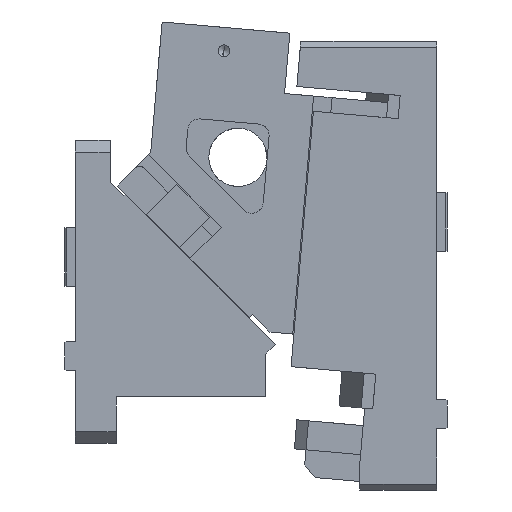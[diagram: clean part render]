
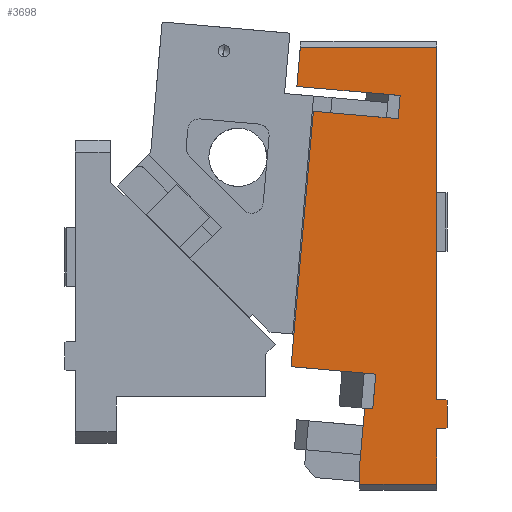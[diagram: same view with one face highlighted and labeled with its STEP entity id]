
A CAD part, left-side view. The second image highlights one B-rep face of the part: STEP entity #3698.
In plain terms, the highlighted planar face has unit normal (-1, 0, 0).
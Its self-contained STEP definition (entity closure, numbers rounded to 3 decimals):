
#386=CARTESIAN_POINT('Vertex',(-55.,-149.492,-58.251)) ;
#389=CARTESIAN_POINT('Line Origine',(-55.,-105.161,-54.372)) ;
#393=CARTESIAN_POINT('Vertex',(-55.,-60.831,-50.494)) ;
#514=CARTESIAN_POINT('Vertex',(-55.,-114.774,-374.768)) ;
#517=CARTESIAN_POINT('Line Origine',(-55.,-116.88,-350.691)) ;
#521=CARTESIAN_POINT('Vertex',(-55.,-118.987,-326.613)) ;
#660=CARTESIAN_POINT('Vertex',(-55.,-114.774,-391.801)) ;
#663=CARTESIAN_POINT('Line Origine',(-55.,-114.774,-383.285)) ;
#840=CARTESIAN_POINT('Vertex',(-55.,-180.774,-391.801)) ;
#875=CARTESIAN_POINT('Vertex',(-55.,-180.774,-344.301)) ;
#878=CARTESIAN_POINT('Line Origine',(-55.,-180.774,-368.051)) ;
#1092=CARTESIAN_POINT('Vertex',(-55.,-180.774,-16.801)) ;
#1095=CARTESIAN_POINT('Line Origine',(-55.,-180.774,-168.051)) ;
#1099=CARTESIAN_POINT('Vertex',(-55.,-180.774,-319.301)) ;
#1492=CARTESIAN_POINT('Line Origine',(-55.,-62.305,-33.648)) ;
#1496=CARTESIAN_POINT('Vertex',(-55.,-63.778,-16.801)) ;
#1757=CARTESIAN_POINT('Line Origine',(-55.,-148.62,-68.213)) ;
#1761=CARTESIAN_POINT('Vertex',(-55.,-147.749,-78.175)) ;
#1775=CARTESIAN_POINT('Vertex',(-55.,-125.96,-327.223)) ;
#1778=CARTESIAN_POINT('Line Origine',(-55.,-127.267,-312.28)) ;
#1782=CARTESIAN_POINT('Vertex',(-55.,-128.575,-297.337)) ;
#1917=CARTESIAN_POINT('Line Origine',(-55.,-122.473,-326.918)) ;
#2272=CARTESIAN_POINT('Line Origine',(-55.,-147.774,-391.801)) ;
#2582=CARTESIAN_POINT('Line Origine',(-55.,-122.276,-16.801)) ;
#3115=CARTESIAN_POINT('Vertex',(-55.,-75.027,-71.812)) ;
#3118=CARTESIAN_POINT('Line Origine',(-55.,-111.388,-74.993)) ;
#3132=CARTESIAN_POINT('Line Origine',(-55.,-65.44,-181.394)) ;
#3136=CARTESIAN_POINT('Vertex',(-55.,-55.852,-290.975)) ;
#3158=CARTESIAN_POINT('Line Origine',(-55.,-92.213,-294.156)) ;
#3539=CARTESIAN_POINT('Line Origine',(-55.,-184.774,-319.301)) ;
#3543=CARTESIAN_POINT('Vertex',(-55.,-188.774,-319.301)) ;
#3569=CARTESIAN_POINT('Vertex',(-55.,-189.774,-320.301)) ;
#3577=CARTESIAN_POINT('Line Origine',(-55.,-189.274,-319.801)) ;
#3589=CARTESIAN_POINT('Line Origine',(-55.,-184.774,-344.301)) ;
#3593=CARTESIAN_POINT('Vertex',(-55.,-188.774,-344.301)) ;
#3627=CARTESIAN_POINT('Line Origine',(-55.,-189.774,-331.801)) ;
#3631=CARTESIAN_POINT('Vertex',(-55.,-189.774,-343.301)) ;
#3667=CARTESIAN_POINT('Axis2P3D Location',(-55.,-125.649,-342.253)) ;
#3672=CARTESIAN_POINT('Line Origine',(-55.,-189.274,-343.801)) ;
#390=DIRECTION('Vector Direction',(0.,-0.996,-0.087)) ;
#518=DIRECTION('Vector Direction',(0.,-0.087,0.996)) ;
#664=DIRECTION('Vector Direction',(0.,0.,-1.)) ;
#879=DIRECTION('Vector Direction',(0.,0.,-1.)) ;
#1096=DIRECTION('Vector Direction',(0.,0.,-1.)) ;
#1493=DIRECTION('Vector Direction',(0.,-0.087,0.996)) ;
#1758=DIRECTION('Vector Direction',(0.,-0.087,0.996)) ;
#1779=DIRECTION('Vector Direction',(0.,-0.087,0.996)) ;
#1918=DIRECTION('Vector Direction',(0.,-0.996,-0.087)) ;
#2273=DIRECTION('Vector Direction',(0.,-1.,0.)) ;
#2583=DIRECTION('Vector Direction',(0.,1.,0.)) ;
#3119=DIRECTION('Vector Direction',(0.,0.996,0.087)) ;
#3133=DIRECTION('Vector Direction',(0.,0.087,-0.996)) ;
#3159=DIRECTION('Vector Direction',(0.,0.996,0.087)) ;
#3540=DIRECTION('Vector Direction',(0.,-1.,0.)) ;
#3578=DIRECTION('Vector Direction',(0.,-0.707,-0.707)) ;
#3590=DIRECTION('Vector Direction',(0.,-1.,0.)) ;
#3628=DIRECTION('Vector Direction',(0.,0.,1.)) ;
#3668=DIRECTION('Axis2P3D Direction',(-1.,0.,0.)) ;
#3669=DIRECTION('Axis2P3D XDirection',(0.,0.,1.)) ;
#3673=DIRECTION('Vector Direction',(0.,0.707,-0.707)) ;
#3670=AXIS2_PLACEMENT_3D('Plane Axis2P3D',#3667,#3668,#3669) ;
#3678=ORIENTED_EDGE('',*,*,#3633,.F.) ;
#3679=ORIENTED_EDGE('',*,*,#3581,.F.) ;
#3680=ORIENTED_EDGE('',*,*,#3545,.F.) ;
#3681=ORIENTED_EDGE('',*,*,#1101,.F.) ;
#3682=ORIENTED_EDGE('',*,*,#2586,.T.) ;
#3683=ORIENTED_EDGE('',*,*,#1498,.F.) ;
#3684=ORIENTED_EDGE('',*,*,#395,.T.) ;
#3685=ORIENTED_EDGE('',*,*,#1763,.F.) ;
#3686=ORIENTED_EDGE('',*,*,#3122,.T.) ;
#3687=ORIENTED_EDGE('',*,*,#3138,.T.) ;
#3688=ORIENTED_EDGE('',*,*,#3162,.F.) ;
#3689=ORIENTED_EDGE('',*,*,#1784,.F.) ;
#3690=ORIENTED_EDGE('',*,*,#1921,.F.) ;
#3691=ORIENTED_EDGE('',*,*,#523,.F.) ;
#3692=ORIENTED_EDGE('',*,*,#667,.T.) ;
#3693=ORIENTED_EDGE('',*,*,#2276,.T.) ;
#3694=ORIENTED_EDGE('',*,*,#882,.F.) ;
#3695=ORIENTED_EDGE('',*,*,#3595,.T.) ;
#3696=ORIENTED_EDGE('',*,*,#3676,.F.) ;
#391=VECTOR('Line Direction',#390,1.) ;
#519=VECTOR('Line Direction',#518,1.) ;
#665=VECTOR('Line Direction',#664,1.) ;
#880=VECTOR('Line Direction',#879,1.) ;
#1097=VECTOR('Line Direction',#1096,1.) ;
#1494=VECTOR('Line Direction',#1493,1.) ;
#1759=VECTOR('Line Direction',#1758,1.) ;
#1780=VECTOR('Line Direction',#1779,1.) ;
#1919=VECTOR('Line Direction',#1918,1.) ;
#2274=VECTOR('Line Direction',#2273,1.) ;
#2584=VECTOR('Line Direction',#2583,1.) ;
#3120=VECTOR('Line Direction',#3119,1.) ;
#3134=VECTOR('Line Direction',#3133,1.) ;
#3160=VECTOR('Line Direction',#3159,1.) ;
#3541=VECTOR('Line Direction',#3540,1.) ;
#3579=VECTOR('Line Direction',#3578,1.) ;
#3591=VECTOR('Line Direction',#3590,1.) ;
#3629=VECTOR('Line Direction',#3628,1.) ;
#3674=VECTOR('Line Direction',#3673,1.) ;
#3698=ADVANCED_FACE('CAM HOLDER',(#3697),#3671,.T.) ;
#395=EDGE_CURVE('',#394,#387,#392,.T.) ;
#523=EDGE_CURVE('',#515,#522,#520,.T.) ;
#667=EDGE_CURVE('',#515,#661,#666,.T.) ;
#882=EDGE_CURVE('',#876,#841,#881,.T.) ;
#1101=EDGE_CURVE('',#1093,#1100,#1098,.T.) ;
#1498=EDGE_CURVE('',#394,#1497,#1495,.T.) ;
#1763=EDGE_CURVE('',#1762,#387,#1760,.T.) ;
#1784=EDGE_CURVE('',#1776,#1783,#1781,.T.) ;
#1921=EDGE_CURVE('',#522,#1776,#1920,.T.) ;
#2276=EDGE_CURVE('',#661,#841,#2275,.T.) ;
#2586=EDGE_CURVE('',#1093,#1497,#2585,.T.) ;
#3122=EDGE_CURVE('',#1762,#3116,#3121,.T.) ;
#3138=EDGE_CURVE('',#3116,#3137,#3135,.T.) ;
#3162=EDGE_CURVE('',#1783,#3137,#3161,.T.) ;
#3545=EDGE_CURVE('',#1100,#3544,#3542,.T.) ;
#3581=EDGE_CURVE('',#3544,#3570,#3580,.T.) ;
#3595=EDGE_CURVE('',#876,#3594,#3592,.T.) ;
#3633=EDGE_CURVE('',#3570,#3632,#3630,.F.) ;
#3676=EDGE_CURVE('',#3632,#3594,#3675,.T.) ;
#3677=EDGE_LOOP('',(#3678,#3679,#3680,#3681,#3682,#3683,#3684,#3685,#3686,#3687,#3688,#3689,#3690,#3691,#3692,#3693,#3694,#3695,#3696)) ;
#3697=FACE_OUTER_BOUND('',#3677,.T.) ;
#392=LINE('Line',#389,#391) ;
#520=LINE('Line',#517,#519) ;
#666=LINE('Line',#663,#665) ;
#881=LINE('Line',#878,#880) ;
#1098=LINE('Line',#1095,#1097) ;
#1495=LINE('Line',#1492,#1494) ;
#1760=LINE('Line',#1757,#1759) ;
#1781=LINE('Line',#1778,#1780) ;
#1920=LINE('Line',#1917,#1919) ;
#2275=LINE('Line',#2272,#2274) ;
#2585=LINE('Line',#2582,#2584) ;
#3121=LINE('Line',#3118,#3120) ;
#3135=LINE('Line',#3132,#3134) ;
#3161=LINE('Line',#3158,#3160) ;
#3542=LINE('Line',#3539,#3541) ;
#3580=LINE('Line',#3577,#3579) ;
#3592=LINE('Line',#3589,#3591) ;
#3630=LINE('Line',#3627,#3629) ;
#3675=LINE('Line',#3672,#3674) ;
#3671=PLANE('Plane',#3670) ;
#387=VERTEX_POINT('',#386) ;
#394=VERTEX_POINT('',#393) ;
#515=VERTEX_POINT('',#514) ;
#522=VERTEX_POINT('',#521) ;
#661=VERTEX_POINT('',#660) ;
#841=VERTEX_POINT('',#840) ;
#876=VERTEX_POINT('',#875) ;
#1093=VERTEX_POINT('',#1092) ;
#1100=VERTEX_POINT('',#1099) ;
#1497=VERTEX_POINT('',#1496) ;
#1762=VERTEX_POINT('',#1761) ;
#1776=VERTEX_POINT('',#1775) ;
#1783=VERTEX_POINT('',#1782) ;
#3116=VERTEX_POINT('',#3115) ;
#3137=VERTEX_POINT('',#3136) ;
#3544=VERTEX_POINT('',#3543) ;
#3570=VERTEX_POINT('',#3569) ;
#3594=VERTEX_POINT('',#3593) ;
#3632=VERTEX_POINT('',#3631) ;
